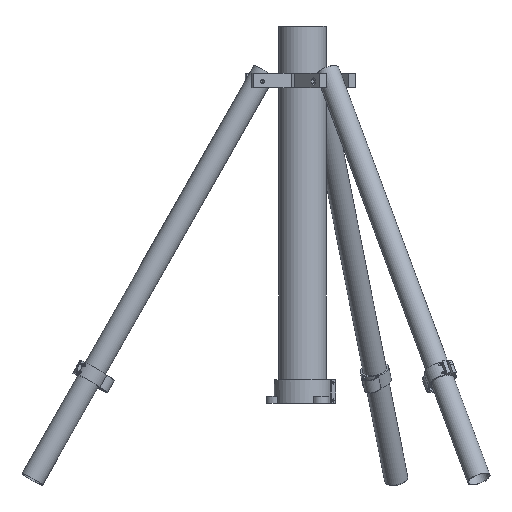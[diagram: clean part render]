
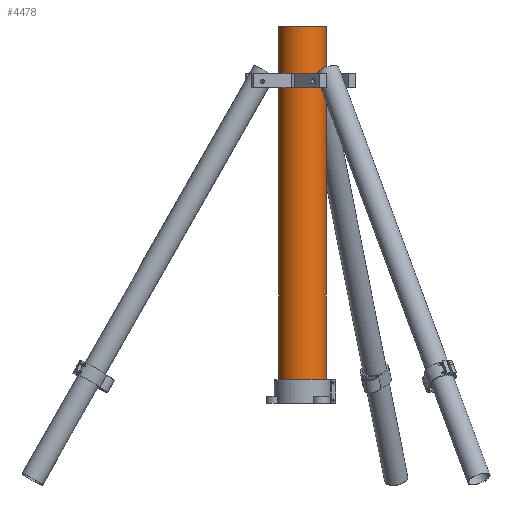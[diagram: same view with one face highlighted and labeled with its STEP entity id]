
A CAD part, top view. The second image highlights one B-rep face of the part: STEP entity #4478.
In plain terms, the highlighted cylindrical face has radius 50 mm (diameter 100 mm), a full revolution.
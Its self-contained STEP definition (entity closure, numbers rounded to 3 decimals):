
#283=CIRCLE('',#4760,50.);
#284=CIRCLE('',#4761,50.);
#478=FACE_OUTER_BOUND('',#737,.T.);
#737=EDGE_LOOP('',(#3092,#3093,#3094,#3095));
#1068=LINE('',#6701,#1491);
#1491=VECTOR('',#5230,50.);
#1967=VERTEX_POINT('',#6698);
#1968=VERTEX_POINT('',#6700);
#2414=EDGE_CURVE('',#1967,#1967,#283,.T.);
#2415=EDGE_CURVE('',#1967,#1968,#1068,.T.);
#2416=EDGE_CURVE('',#1968,#1968,#284,.T.);
#3092=ORIENTED_EDGE('',*,*,#2414,.F.);
#3093=ORIENTED_EDGE('',*,*,#2415,.T.);
#3094=ORIENTED_EDGE('',*,*,#2416,.T.);
#3095=ORIENTED_EDGE('',*,*,#2415,.F.);
#4383=CYLINDRICAL_SURFACE('',#4759,50.);
#4478=ADVANCED_FACE('',(#478),#4383,.T.);
#4759=AXIS2_PLACEMENT_3D('',#6697,#5226,#5227);
#4760=AXIS2_PLACEMENT_3D('',#6699,#5228,#5229);
#4761=AXIS2_PLACEMENT_3D('',#6702,#5231,#5232);
#5226=DIRECTION('center_axis',(0.,1.,0.));
#5227=DIRECTION('ref_axis',(1.,0.,0.));
#5228=DIRECTION('center_axis',(0.,1.,0.));
#5229=DIRECTION('ref_axis',(1.,0.,0.));
#5230=DIRECTION('',(0.,-1.,0.));
#5231=DIRECTION('center_axis',(0.,1.,0.));
#5232=DIRECTION('ref_axis',(1.,0.,0.));
#6697=CARTESIAN_POINT('Origin',(0.,100.,0.));
#6698=CARTESIAN_POINT('',(-50.,900.,0.));
#6699=CARTESIAN_POINT('Origin',(0.,900.,0.));
#6700=CARTESIAN_POINT('',(-50.,100.,0.));
#6701=CARTESIAN_POINT('',(-50.,100.,0.));
#6702=CARTESIAN_POINT('Origin',(0.,100.,0.));
